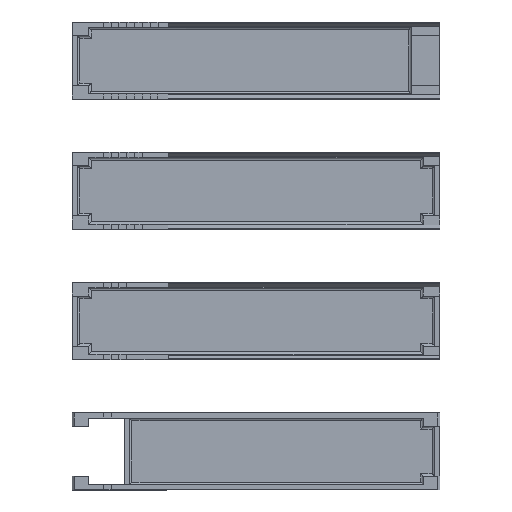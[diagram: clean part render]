
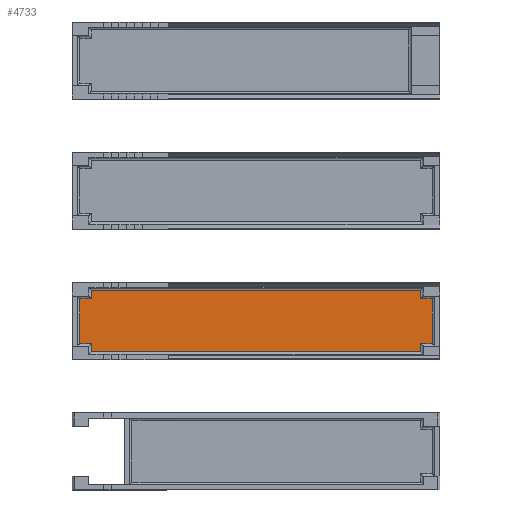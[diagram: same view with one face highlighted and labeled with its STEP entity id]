
A CAD part, top view. The second image highlights one B-rep face of the part: STEP entity #4733.
In plain terms, the highlighted planar face has unit normal (0, 0, 1).
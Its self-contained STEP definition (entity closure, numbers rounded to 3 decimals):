
#69=PLANE('',#5023);
#302=FACE_OUTER_BOUND('',#555,.T.);
#555=EDGE_LOOP('',(#3591,#3592,#3593,#3594,#3595,#3596,#3597,#3598,#3599,
#3600,#3601,#3602));
#908=LINE('',#6749,#1563);
#910=LINE('',#6757,#1565);
#913=LINE('',#6766,#1568);
#915=LINE('',#6772,#1570);
#917=LINE('',#6778,#1572);
#918=LINE('',#6782,#1573);
#920=LINE('',#6790,#1575);
#923=LINE('',#6798,#1578);
#925=LINE('',#6802,#1580);
#926=LINE('',#6805,#1581);
#928=LINE('',#6811,#1583);
#930=LINE('',#6816,#1585);
#1563=VECTOR('',#5476,10.);
#1565=VECTOR('',#5484,10.);
#1568=VECTOR('',#5493,10.);
#1570=VECTOR('',#5499,10.);
#1572=VECTOR('',#5505,10.);
#1573=VECTOR('',#5508,10.);
#1575=VECTOR('',#5516,10.);
#1578=VECTOR('',#5523,10.);
#1580=VECTOR('',#5529,10.);
#1581=VECTOR('',#5532,10.);
#1583=VECTOR('',#5538,10.);
#1585=VECTOR('',#5544,10.);
#2178=VERTEX_POINT('',#6747);
#2179=VERTEX_POINT('',#6748);
#2182=VERTEX_POINT('',#6756);
#2185=VERTEX_POINT('',#6764);
#2187=VERTEX_POINT('',#6770);
#2189=VERTEX_POINT('',#6776);
#2190=VERTEX_POINT('',#6780);
#2191=VERTEX_POINT('',#6781);
#2194=VERTEX_POINT('',#6789);
#2197=VERTEX_POINT('',#6797);
#2198=VERTEX_POINT('',#6804);
#2200=VERTEX_POINT('',#6810);
#2676=EDGE_CURVE('',#2178,#2179,#908,.T.);
#2680=EDGE_CURVE('',#2179,#2182,#910,.T.);
#2685=EDGE_CURVE('',#2185,#2178,#913,.T.);
#2688=EDGE_CURVE('',#2187,#2185,#915,.T.);
#2691=EDGE_CURVE('',#2189,#2187,#917,.T.);
#2692=EDGE_CURVE('',#2190,#2191,#918,.T.);
#2696=EDGE_CURVE('',#2191,#2194,#920,.T.);
#2700=EDGE_CURVE('',#2194,#2197,#923,.T.);
#2703=EDGE_CURVE('',#2197,#2189,#925,.T.);
#2704=EDGE_CURVE('',#2198,#2190,#926,.T.);
#2707=EDGE_CURVE('',#2200,#2198,#928,.T.);
#2710=EDGE_CURVE('',#2182,#2200,#930,.T.);
#3591=ORIENTED_EDGE('',*,*,#2692,.F.);
#3592=ORIENTED_EDGE('',*,*,#2704,.F.);
#3593=ORIENTED_EDGE('',*,*,#2707,.F.);
#3594=ORIENTED_EDGE('',*,*,#2710,.F.);
#3595=ORIENTED_EDGE('',*,*,#2680,.F.);
#3596=ORIENTED_EDGE('',*,*,#2676,.F.);
#3597=ORIENTED_EDGE('',*,*,#2685,.F.);
#3598=ORIENTED_EDGE('',*,*,#2688,.F.);
#3599=ORIENTED_EDGE('',*,*,#2691,.F.);
#3600=ORIENTED_EDGE('',*,*,#2703,.F.);
#3601=ORIENTED_EDGE('',*,*,#2700,.F.);
#3602=ORIENTED_EDGE('',*,*,#2696,.F.);
#4733=ADVANCED_FACE('',(#302),#69,.T.);
#5023=AXIS2_PLACEMENT_3D('',#6868,#5583,#5584);
#5476=DIRECTION('',(0.,1.,0.));
#5484=DIRECTION('',(1.,0.,0.));
#5493=DIRECTION('',(-1.,0.,0.));
#5499=DIRECTION('',(0.,1.,0.));
#5505=DIRECTION('',(-1.,0.,0.));
#5508=DIRECTION('',(1.,0.,0.));
#5516=DIRECTION('',(0.,-1.,0.));
#5523=DIRECTION('',(-1.,0.,0.));
#5529=DIRECTION('',(0.,-1.,0.));
#5532=DIRECTION('',(0.,-1.,0.));
#5538=DIRECTION('',(1.,0.,0.));
#5544=DIRECTION('',(0.,1.,0.));
#5583=DIRECTION('center_axis',(0.,0.,1.));
#5584=DIRECTION('ref_axis',(1.,0.,0.));
#6747=CARTESIAN_POINT('',(3.,56.2,0.));
#6748=CARTESIAN_POINT('',(3.,73.4,0.));
#6749=CARTESIAN_POINT('',(3.,60.,0.));
#6756=CARTESIAN_POINT('',(7.4,73.4,0.));
#6757=CARTESIAN_POINT('',(35.3,73.4,0.));
#6764=CARTESIAN_POINT('',(7.4,56.2,0.));
#6766=CARTESIAN_POINT('',(38.5,56.2,0.));
#6770=CARTESIAN_POINT('',(7.4,53.,0.));
#6772=CARTESIAN_POINT('',(7.4,58.4,0.));
#6776=CARTESIAN_POINT('',(133.8,53.,0.));
#6778=CARTESIAN_POINT('',(102.7,53.,0.));
#6780=CARTESIAN_POINT('',(133.8,73.4,0.));
#6781=CARTESIAN_POINT('',(138.2,73.4,0.));
#6782=CARTESIAN_POINT('',(102.7,73.4,0.));
#6789=CARTESIAN_POINT('',(138.2,56.2,0.));
#6790=CARTESIAN_POINT('',(138.2,69.6,0.));
#6797=CARTESIAN_POINT('',(133.8,56.2,0.));
#6798=CARTESIAN_POINT('',(105.9,56.2,0.));
#6802=CARTESIAN_POINT('',(133.8,60.,0.));
#6804=CARTESIAN_POINT('',(133.8,76.6,0.));
#6805=CARTESIAN_POINT('',(133.8,71.2,0.));
#6810=CARTESIAN_POINT('',(7.4,76.6,0.));
#6811=CARTESIAN_POINT('',(38.5,76.6,0.));
#6816=CARTESIAN_POINT('',(7.4,69.6,0.));
#6868=CARTESIAN_POINT('Origin',(70.6,64.8,0.));
